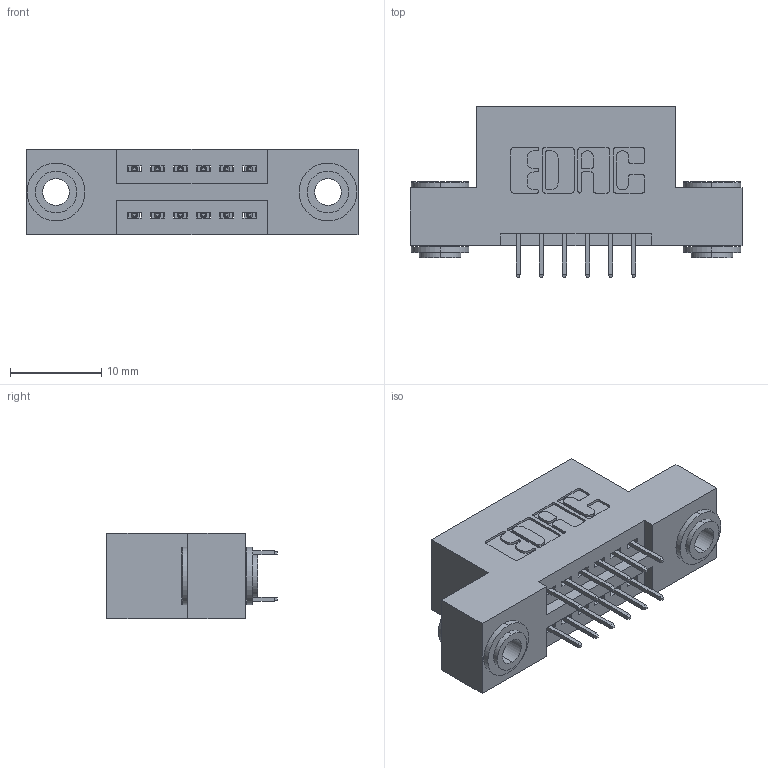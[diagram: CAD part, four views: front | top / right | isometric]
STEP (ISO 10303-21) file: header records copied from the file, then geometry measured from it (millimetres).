
FILE_DESCRIPTION (( 'STEP AP203' ), '1' );
FILE_NAME ('895-012-525-203.STEP', '2020-09-25T01:44:01', ( '' ), ( '' ), 'SwSTEP 2.0', 'SolidWorks 2020', '' );
FILE_SCHEMA (( 'CONFIG_CONTROL_DESIGN' ));
Length unit declared in the file: inch
Products named in the file (4): 345-292-001_345-293-125; 845 Part_Flush Mounting Lugs - 0.156 Dia-TH; 895-012-525-203; 345-250-002_345-250-002-102
Assembly tree (15 placements, depth 2):
  895-012-525-203
    845 Part_Flush Mounting Lugs - 0.156 Dia-TH
    345-292-001_345-293-125  x12
    345-250-002_345-250-002-102  x2
Bounding box: 36.45 x 18.72 x 9.4 mm (x, y, z)
Volume: 3206.2 mm3; surface area: 4187.4 mm2
Topology: 15 solids, 15 shells, 812 faces, 2253 edges, 1450 vertices
Faces by surface type: plane 558, cylinder 246, cone 8
Entity records: 10278 total; most frequent: CARTESIAN_POINT 1731, ORIENTED_EDGE 1658, DIRECTION 1603, EDGE_CURVE 829, VECTOR 653, LINE 653, VERTEX_POINT 546, AXIS2_PLACEMENT_3D 475
